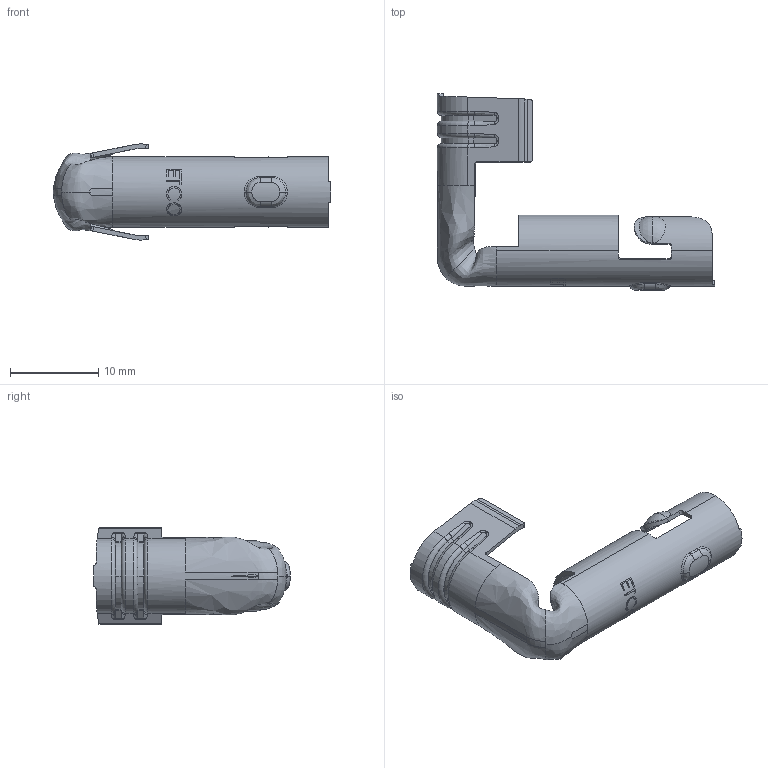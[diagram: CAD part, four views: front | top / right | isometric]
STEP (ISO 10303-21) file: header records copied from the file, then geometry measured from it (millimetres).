
FILE_DESCRIPTION (( 'STEP AP203' ), '1' );
FILE_NAME ('DT201-X.STEP', '2019-11-05T13:07:26', ( 'tempuser' ), ( 'Microsoft' ), 'SwSTEP 2.0', 'SolidWorks 2019', '' );
FILE_SCHEMA (( 'CONFIG_CONTROL_DESIGN' ));
Length unit declared in the file: inch
Products named in the file (1): DT201-X
Bounding box: 31.5 x 22.32 x 10.92 mm (x, y, z)
Volume: 450.5 mm3; surface area: 1932.9 mm2
Topology: 1 solids, 1 shells, 319 faces, 856 edges, 548 vertices
Faces by surface type: bspline 112, cylinder 93, plane 71, torus 17, sphere 16, cone 10
Entity records: 20930 total; most frequent: CARTESIAN_POINT 13717, ORIENTED_EDGE 1708, DIRECTION 1200, EDGE_CURVE 854, VERTEX_POINT 548, AXIS2_PLACEMENT_3D 446, EDGE_LOOP 330, ADVANCED_FACE 319
